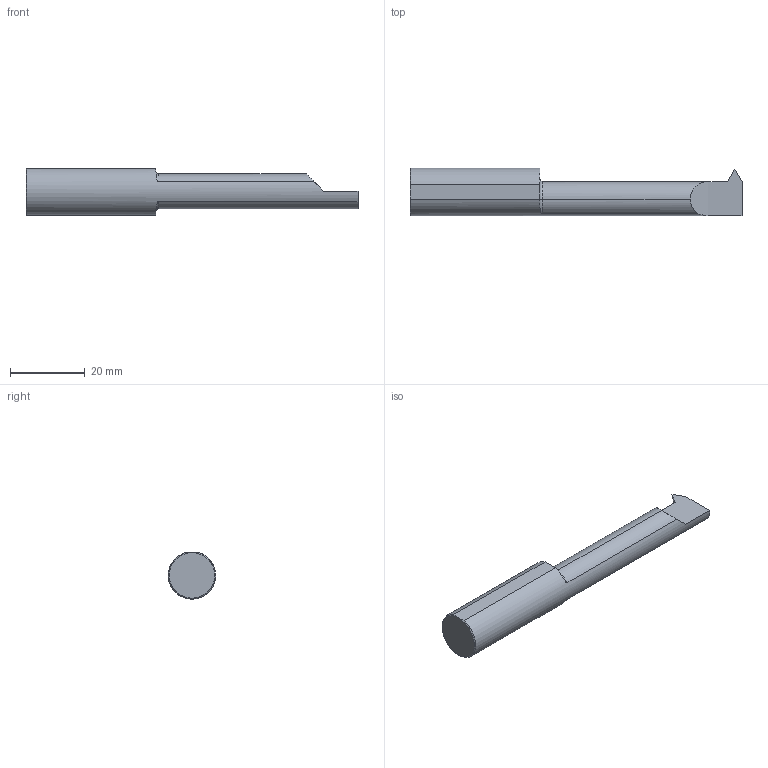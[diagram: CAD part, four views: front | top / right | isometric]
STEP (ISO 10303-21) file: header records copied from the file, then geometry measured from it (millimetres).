
FILE_DESCRIPTION (( 'STEP AP203' ), '1' );
FILE_NAME ('230502-TT4902000.STEP', '2025-04-22T22:19:08', ( '' ), ( '' ), 'SwSTEP 2.0', 'SolidWorks 2024', '' );
FILE_SCHEMA (( 'CONFIG_CONTROL_DESIGN' ));
Length unit declared in the file: inch
Products named in the file (1): 230502-TT4902000
Bounding box: 88.9 x 12.68 x 12.39 mm (x, y, z)
Volume: 7722.5 mm3; surface area: 3160.3 mm2
Topology: 1 solids, 1 shells, 27 faces, 67 edges, 43 vertices
Faces by surface type: plane 18, cylinder 4, torus 3, cone 2
Entity records: 905 total; most frequent: CARTESIAN_POINT 192, ORIENTED_EDGE 134, DIRECTION 130, EDGE_CURVE 67, AXIS2_PLACEMENT_3D 45, VERTEX_POINT 43, VECTOR 40, LINE 40
